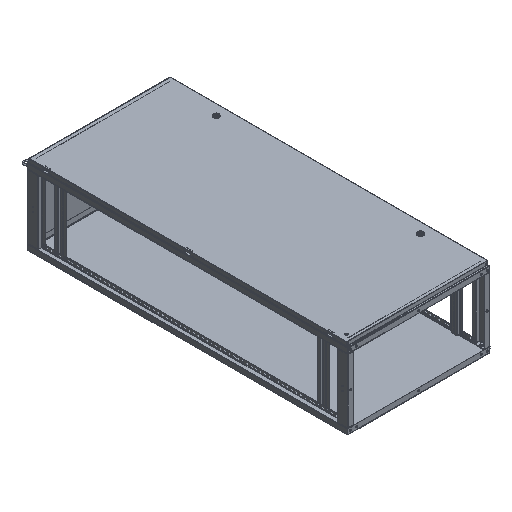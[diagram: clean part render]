
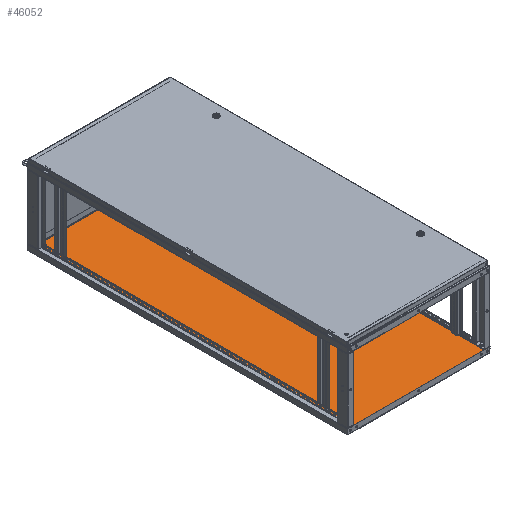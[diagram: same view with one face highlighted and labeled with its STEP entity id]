
A CAD part, isometric view. The second image highlights one B-rep face of the part: STEP entity #46052.
In plain terms, the highlighted face is planar.
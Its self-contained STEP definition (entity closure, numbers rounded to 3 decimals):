
#3487 = ORIENTED_EDGE ( 'NONE', *, *, #23013, .F. ) ;
#7153 = AXIS2_PLACEMENT_3D ( 'NONE', #54494, #38823, #44650 ) ;
#11252 = EDGE_LOOP ( 'NONE', ( #59667, #15612, #51603, #3487 ) ) ;
#11736 = VERTEX_POINT ( 'NONE', #63679 ) ;
#12376 = CARTESIAN_POINT ( 'NONE',  ( -1.177, 1798., -1. ) ) ;
#14745 = LINE ( 'NONE', #69381, #47714 ) ;
#14808 = CARTESIAN_POINT ( 'NONE',  ( -798.823, 2., -1. ) ) ;
#15612 = ORIENTED_EDGE ( 'NONE', *, *, #26975, .F. ) ;
#17194 = CARTESIAN_POINT ( 'NONE',  ( -798., 2., -1. ) ) ;
#18286 = VERTEX_POINT ( 'NONE', #17194 ) ;
#23013 = EDGE_CURVE ( 'NONE', #62229, #11736, #14745, .T. ) ;
#23942 = CARTESIAN_POINT ( 'NONE',  ( -798., 1798.823, -1. ) ) ;
#26975 = EDGE_CURVE ( 'NONE', #51612, #18286, #45826, .T. ) ;
#27332 = DIRECTION ( 'NONE',  ( -1., 0., 0. ) ) ;
#30279 = VECTOR ( 'NONE', #57827, 1000. ) ;
#31908 = DIRECTION ( 'NONE',  ( 1., 0., 0. ) ) ;
#33453 = EDGE_CURVE ( 'NONE', #11736, #51612, #62278, .T. ) ;
#35530 = CARTESIAN_POINT ( 'NONE',  ( -2., 2., -1. ) ) ;
#38823 = DIRECTION ( 'NONE',  ( 0., 0., 1. ) ) ;
#42863 = LINE ( 'NONE', #14808, #67989 ) ;
#44650 = DIRECTION ( 'NONE',  ( 1., 0., 0. ) ) ;
#45826 = LINE ( 'NONE', #23942, #30279 ) ;
#45858 = VECTOR ( 'NONE', #27332, 1000. ) ;
#46052 = ADVANCED_FACE ( 'NONE', ( #54146 ), #71948, .F. ) ;
#47714 = VECTOR ( 'NONE', #53731, 1000. ) ;
#49199 = EDGE_CURVE ( 'NONE', #18286, #62229, #42863, .T. ) ;
#51603 = ORIENTED_EDGE ( 'NONE', *, *, #33453, .F. ) ;
#51612 = VERTEX_POINT ( 'NONE', #64190 ) ;
#53731 = DIRECTION ( 'NONE',  ( 0., 1., 0. ) ) ;
#54146 = FACE_OUTER_BOUND ( 'NONE', #11252, .T. ) ;
#54494 = CARTESIAN_POINT ( 'NONE',  ( 0., 0., -1. ) ) ;
#57827 = DIRECTION ( 'NONE',  ( 0., -1., 0. ) ) ;
#59667 = ORIENTED_EDGE ( 'NONE', *, *, #49199, .F. ) ;
#62229 = VERTEX_POINT ( 'NONE', #35530 ) ;
#62278 = LINE ( 'NONE', #12376, #45858 ) ;
#63679 = CARTESIAN_POINT ( 'NONE',  ( -2., 1798., -1. ) ) ;
#64190 = CARTESIAN_POINT ( 'NONE',  ( -798., 1798., -1. ) ) ;
#67989 = VECTOR ( 'NONE', #31908, 1000. ) ;
#69381 = CARTESIAN_POINT ( 'NONE',  ( -2., 1.177, -1. ) ) ;
#71948 = PLANE ( 'NONE',  #7153 ) ;
